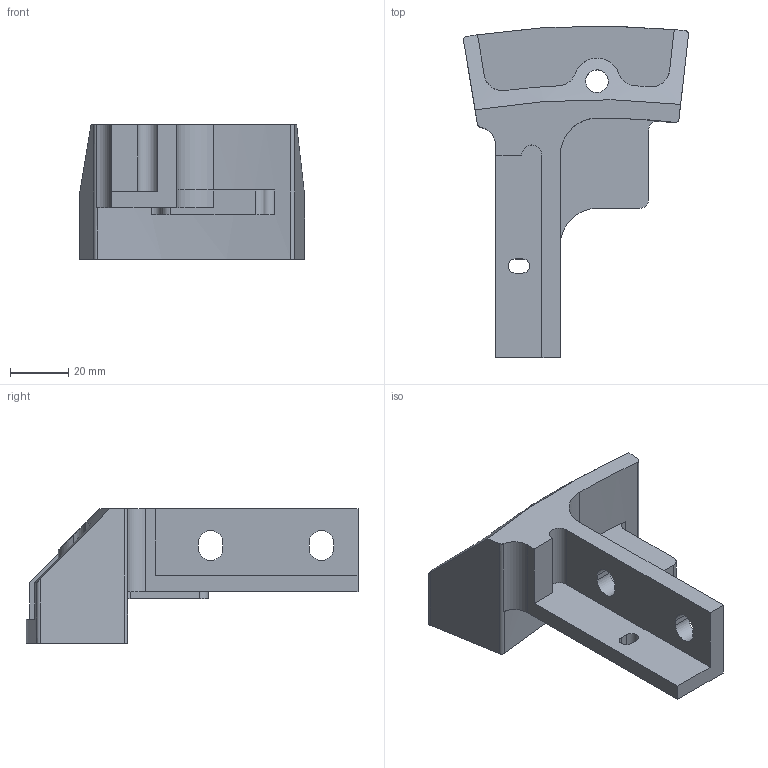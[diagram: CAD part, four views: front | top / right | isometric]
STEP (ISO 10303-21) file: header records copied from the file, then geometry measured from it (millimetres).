
FILE_DESCRIPTION(/* description */ ('NP2 ARC ADJUST END MIRROR '),/* implementation_level */ '2;1');
FILE_NAME(/* name */ 'J009963 NP2 ARC ADJUST END MIRROR Rev -.stp',/* time_stamp */ '2021-08-01T13:24:46-04:00',/* author */ ('arnoldj'),/* organization */ (''),/* preprocessor_version */ 'ST-DEVELOPER v18',/* originating_system */ 'Autodesk Inventor 2020',/* authorisation */ '');
FILE_SCHEMA (('AUTOMOTIVE_DESIGN { 1 0 10303 214 3 1 1 }'));
Length unit declared in the file: inch
Products named in the file (1): J009963
Bounding box: 77.41 x 114.17 x 46.35 mm (x, y, z)
Volume: 89967.9 mm3; surface area: 25454.5 mm2
Topology: 1 solids, 1 shells, 61 faces, 182 edges, 128 vertices
Faces by surface type: cylinder 31, plane 29, cone 1
Full cylindrical faces by diameter (mm): 7.62 x2, 7.798 x1
Entity records: 2248 total; most frequent: CARTESIAN_POINT 510, ORIENTED_EDGE 356, DIRECTION 355, EDGE_CURVE 178, AXIS2_PLACEMENT_3D 129, VERTEX_POINT 120, LINE 97, VECTOR 97
